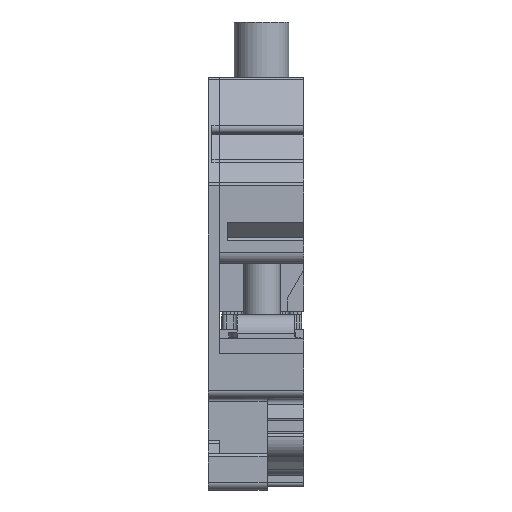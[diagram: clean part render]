
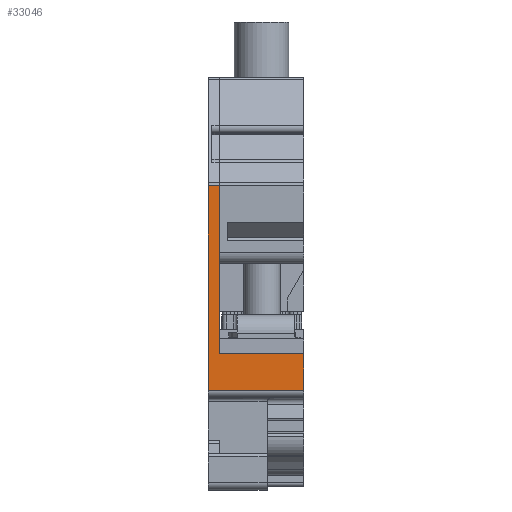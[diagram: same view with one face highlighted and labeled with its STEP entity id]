
A CAD part, left-side view. The second image highlights one B-rep face of the part: STEP entity #33046.
In plain terms, the highlighted planar face has unit normal (-1, 0, 0).
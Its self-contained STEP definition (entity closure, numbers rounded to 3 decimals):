
#1127=PLANE('',#34910);
#3082=LINE('',#51535,#5482);
#3198=LINE('',#51882,#5598);
#3227=LINE('',#51980,#5627);
#3281=LINE('',#52110,#5681);
#3282=LINE('',#52112,#5682);
#3283=LINE('',#52114,#5683);
#5482=VECTOR('',#39986,1000.);
#5598=VECTOR('',#40302,1000.);
#5627=VECTOR('',#40377,1000.);
#5681=VECTOR('',#40499,1000.);
#5682=VECTOR('',#40502,1000.);
#5683=VECTOR('',#40503,1000.);
#11554=ORIENTED_EDGE('',*,*,#15596,.F.);
#11555=ORIENTED_EDGE('',*,*,#15709,.T.);
#11556=ORIENTED_EDGE('',*,*,#15710,.T.);
#11557=ORIENTED_EDGE('',*,*,#15711,.F.);
#11558=ORIENTED_EDGE('',*,*,#15643,.F.);
#11559=ORIENTED_EDGE('',*,*,#15425,.F.);
#15425=EDGE_CURVE('',#18019,#18020,#3082,.T.);
#15596=EDGE_CURVE('',#18150,#18019,#3198,.T.);
#15643=EDGE_CURVE('',#18020,#18197,#3227,.T.);
#15709=EDGE_CURVE('',#18150,#18238,#3281,.T.);
#15710=EDGE_CURVE('',#18238,#18239,#3282,.T.);
#15711=EDGE_CURVE('',#18197,#18239,#3283,.T.);
#18019=VERTEX_POINT('',#51534);
#18020=VERTEX_POINT('',#51536);
#18150=VERTEX_POINT('',#51881);
#18197=VERTEX_POINT('',#51981);
#18238=VERTEX_POINT('',#52109);
#18239=VERTEX_POINT('',#52113);
#20552=EDGE_LOOP('',(#11554,#11555,#11556,#11557,#11558,#11559));
#22137=FACE_BOUND('',#20552,.T.);
#33046=ADVANCED_FACE('',(#22137),#1127,.F.);
#34910=AXIS2_PLACEMENT_3D('',#52111,#40500,#40501);
#39986=DIRECTION('',(0.,-1.,0.));
#40302=DIRECTION('',(0.,0.,1.));
#40377=DIRECTION('',(0.,0.,-1.));
#40499=DIRECTION('',(0.,-1.,0.));
#40500=DIRECTION('',(1.,0.,0.));
#40501=DIRECTION('',(0.,0.,-1.));
#40502=DIRECTION('',(0.,0.,1.));
#40503=DIRECTION('',(0.,-1.,0.));
#51534=CARTESIAN_POINT('',(-47.502,0.071,38.219));
#51535=CARTESIAN_POINT('',(-47.51,31.753,38.219));
#51536=CARTESIAN_POINT('',(-47.501,-1.429,38.219));
#51881=CARTESIAN_POINT('',(-47.502,0.071,10.45));
#51882=CARTESIAN_POINT('',(-47.502,0.071,52.95));
#51980=CARTESIAN_POINT('',(-47.501,-1.429,17.45));
#51981=CARTESIAN_POINT('',(-47.501,-1.429,15.45));
#52109=CARTESIAN_POINT('',(-47.499,-12.929,10.45));
#52110=CARTESIAN_POINT('',(-47.499,-12.929,10.45));
#52111=CARTESIAN_POINT('',(-47.502,0.071,52.95));
#52112=CARTESIAN_POINT('',(-47.499,-12.929,52.95));
#52113=CARTESIAN_POINT('',(-47.499,-12.929,15.45));
#52114=CARTESIAN_POINT('',(-47.525,92.363,15.45));
